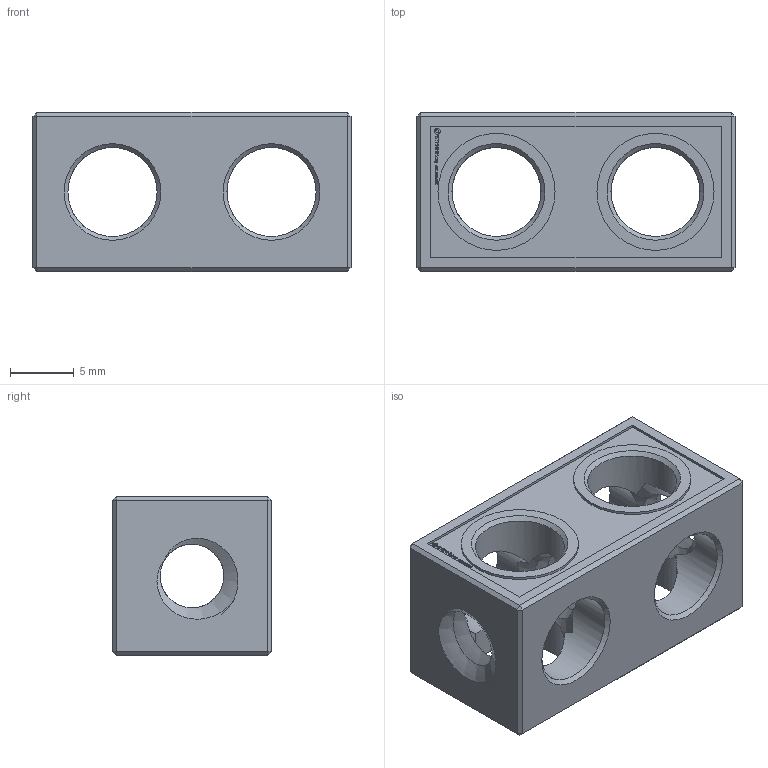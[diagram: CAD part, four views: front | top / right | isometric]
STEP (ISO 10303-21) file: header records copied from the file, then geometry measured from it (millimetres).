
FILE_DESCRIPTION(('FreeCAD Model'),'2;1');
FILE_NAME('Open CASCADE Shape Model','2021-07-01T09:11:16',( 'Paulo Kiefe'),('STEMFIE.org'),'Open CASCADE STEP processor 7.4', 'FreeCAD','Unknown');
FILE_SCHEMA(('AUTOMOTIVE_DESIGN { 1 0 10303 214 1 1 1 1 }'));
Products named in the file (1): Beam_STR_ESS_ERHRH_DE_BU02x01x01_-_SPN-BEM-0801_(stemfie.org)
Bounding box: 25 x 12.5 x 12.5 mm (x, y, z)
Volume: 2035.2 mm3; surface area: 2209.3 mm2
Topology: 1 solids, 1 shells, 513 faces, 1433 edges, 951 vertices
Faces by surface type: plane 352, extrusion 118, bspline 25, cylinder 10, cone 8
Full cylindrical faces by diameter (mm): 7 x8, 9.2 x2
Entity records: 71937 total; most frequent: CARTESIAN_POINT 44757, DIRECTION 4297, VECTOR 3455, LINE 3337, ORIENTED_EDGE 2866, PCURVE 2866, DEFINITIONAL_REPRESENTATION 2866, EDGE_CURVE 1433
